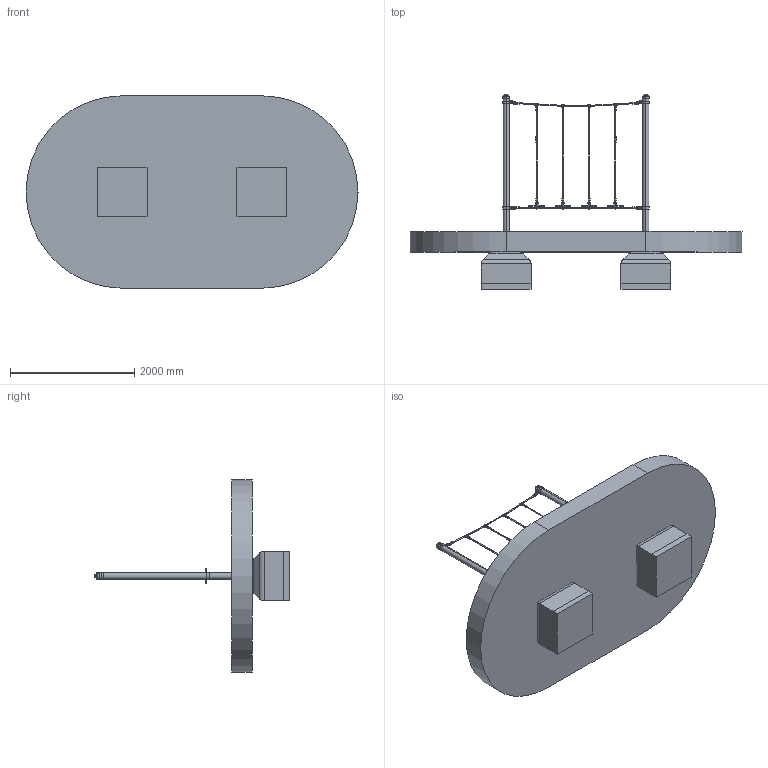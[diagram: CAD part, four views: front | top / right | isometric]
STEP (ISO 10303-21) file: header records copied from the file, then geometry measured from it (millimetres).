
FILE_DESCRIPTION (( 'STEP AP214' ), '1' );
FILE_NAME ('Balancierteller.STEP', '2019-06-24T12:57:02', ( '' ), ( '' ), 'SwSTEP 2.0', 'SolidWorks 2019', '' );
FILE_SCHEMA (( 'AUTOMOTIVE_DESIGN' ));
Length unit declared in the file: metre
Products named in the file (27): Seile oben_Standard<Wie bearbeitet>; Seil unten 1818,85_Standard<Wie bearbeitet>; Fundamentplan Balancierteller; 457-01 - Kunststoff Kausche rot; Bolzen f黵 Schelle im Beton_TG; Seilverbinder; Rohrschelle als Bodenanker; 46-02-125822 - Ringmutter M12 22er Auge_1; 55-4607 - Schäkel gerade M8 V2A; 4x blauer Teller; Bew. T-Stück Längsträger; Balancierteller; 35-102 - Pfostenschelle f黵 102er Rohr; 457-01 - Kunststoff Kausche gelb; Hexagon Flange Nut DIN 6923 - M12 - N_Hexagon Flange Nut DIN 6923 - M12 - N; Seile oben; Schellen für Ø 101.6 mm; Seilstopper einteilig; 457-04 - Kunststoff Kausche_Blau; 70-4594-70 - PA-Adapter; Bew. T-Stück Querträger; 35-102 - Pfostenschelle f黵 102er Rohr_TG; 457-06 - Kunststoff Kausche gr黱; blauer Teller ﾘ 250 mm; Abdeckkappe ﾘ 102 mm; 457-05 - Kunststoff Kausche
Assembly tree (70 placements, depth 4):
  Balancierteller
    Fundamentplan Balancierteller
    Schellen für Ø 101.6 mm
      35-102 - Pfostenschelle f黵 102er Rohr  x4
      Rohrschelle als Bodenanker
        35-102 - Pfostenschelle f黵 102er Rohr_TG
        Bolzen f黵 Schelle im Beton_TG
        Hexagon Flange Nut DIN 6923 - M12 - N_Hexagon Flange Nut DIN 6923 - M12 - N  x2
      Rohrschelle als Bodenanker
        35-102 - Pfostenschelle f黵 102er Rohr_TG
        Bolzen f黵 Schelle im Beton_TG
        Hexagon Flange Nut DIN 6923 - M12 - N_Hexagon Flange Nut DIN 6923 - M12 - N  x2
    Abdeckkappe ﾘ 102 mm  x2
    55-4607 - Schäkel gerade M8 V2A  x2
    457-04 - Kunststoff Kausche_Blau  x2
    Seile oben
      Seile oben_Standard<Wie bearbeitet>
      Bew. T-Stück Längsträger  x4
      Bew. T-Stück Querträger  x4
      457-01 - Kunststoff Kausche rot
      457-04 - Kunststoff Kausche_Blau
      457-01 - Kunststoff Kausche gelb
      457-06 - Kunststoff Kausche gr黱
      Seilverbinder  x4
    4x blauer Teller
      blauer Teller ﾘ 250 mm  x4
      46-02-125822 - Ringmutter M12 22er Auge_1  x8
      Seilstopper einteilig  x8
      55-4607 - Schäkel gerade M8 V2A  x2
      457-05 - Kunststoff Kausche
      457-01 - Kunststoff Kausche gelb
    70-4594-70 - PA-Adapter  x4
    Seil unten 1818,85_Standard<Wie bearbeitet>
Bounding box: 5350 x 3138.96 x 3100 mm (x, y, z)
Volume: 5513270744.7 mm3; surface area: 47840363.2 mm2
Topology: 111 solids, 111 shells, 4208 faces, 10668 edges, 6560 vertices
Faces by surface type: plane 1526, cylinder 1323, torus 636, bspline 363, cone 360
Entity records: 68995 total; most frequent: CARTESIAN_POINT 25700, ORIENTED_EDGE 8320, DIRECTION 7769, EDGE_CURVE 4160, AXIS2_PLACEMENT_3D 2923, VERTEX_POINT 2592, VECTOR 1923, LINE 1923
